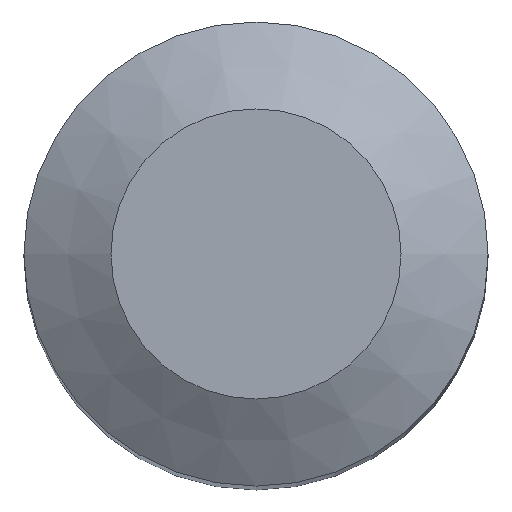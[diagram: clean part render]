
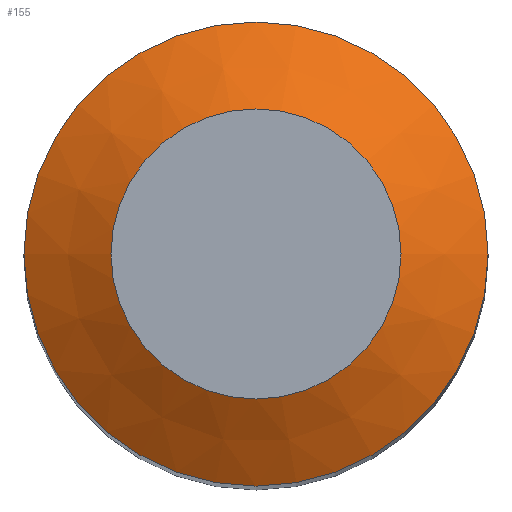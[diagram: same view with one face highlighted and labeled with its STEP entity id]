
A CAD part, top view. The second image highlights one B-rep face of the part: STEP entity #155.
In plain terms, the highlighted conical face has half-angle 60 degrees and reference radius 4 mm.
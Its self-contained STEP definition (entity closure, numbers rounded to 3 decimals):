
#93 = CYLINDRICAL_SURFACE('',#94,4.);
#94 = AXIS2_PLACEMENT_3D('',#95,#96,#97);
#95 = CARTESIAN_POINT('',(0.,0.,0.866));
#96 = DIRECTION('',(0.,0.,1.));
#97 = DIRECTION('',(1.,0.,0.));
#110 = VERTEX_POINT('',#111);
#111 = CARTESIAN_POINT('',(4.,0.,39.134));
#130 = EDGE_CURVE('',#110,#110,#131,.T.);
#131 = SURFACE_CURVE('',#132,(#137,#143),.PCURVE_S1.);
#132 = CIRCLE('',#133,4.);
#133 = AXIS2_PLACEMENT_3D('',#134,#135,#136);
#134 = CARTESIAN_POINT('',(0.,0.,39.134));
#135 = DIRECTION('',(0.,0.,-1.));
#136 = DIRECTION('',(1.,0.,0.));
#137 = PCURVE('',#93,#138);
#138 = DEFINITIONAL_REPRESENTATION('',(#139),#142);
#139 = B_SPLINE_CURVE_WITH_KNOTS('',1,(#140,#141),.UNSPECIFIED.,.F.,.F.,
  (2,2),(0.,6.283),.PIECEWISE_BEZIER_KNOTS.);
#140 = CARTESIAN_POINT('',(0.,38.268));
#141 = CARTESIAN_POINT('',(-6.283,38.268));
#142 = ( GEOMETRIC_REPRESENTATION_CONTEXT(2) 
PARAMETRIC_REPRESENTATION_CONTEXT() REPRESENTATION_CONTEXT('2D SPACE',''
  ) );
#143 = PCURVE('',#144,#149);
#144 = CONICAL_SURFACE('',#145,4.,1.047);
#145 = AXIS2_PLACEMENT_3D('',#146,#147,#148);
#146 = CARTESIAN_POINT('',(0.,0.,39.134));
#147 = DIRECTION('',(-0.,0.,-1.));
#148 = DIRECTION('',(1.,0.,0.));
#149 = DEFINITIONAL_REPRESENTATION('',(#150),#153);
#150 = B_SPLINE_CURVE_WITH_KNOTS('',1,(#151,#152),.UNSPECIFIED.,.F.,.F.,
  (2,2),(0.,6.283),.PIECEWISE_BEZIER_KNOTS.);
#151 = CARTESIAN_POINT('',(0.,0.));
#152 = CARTESIAN_POINT('',(6.283,0.));
#153 = ( GEOMETRIC_REPRESENTATION_CONTEXT(2) 
PARAMETRIC_REPRESENTATION_CONTEXT() REPRESENTATION_CONTEXT('2D SPACE',''
  ) );
#155 = ADVANCED_FACE('',(#156),#144,.T.);
#156 = FACE_BOUND('',#157,.F.);
#157 = EDGE_LOOP('',(#158,#159,#180,#206));
#158 = ORIENTED_EDGE('',*,*,#130,.T.);
#159 = ORIENTED_EDGE('',*,*,#160,.T.);
#160 = EDGE_CURVE('',#110,#161,#163,.T.);
#161 = VERTEX_POINT('',#162);
#162 = CARTESIAN_POINT('',(2.5,0.,40.));
#163 = SEAM_CURVE('',#164,(#168,#174),.PCURVE_S1.);
#164 = LINE('',#165,#166);
#165 = CARTESIAN_POINT('',(4.,0.,39.134));
#166 = VECTOR('',#167,1.);
#167 = DIRECTION('',(-0.866,0.,0.5)
  );
#168 = PCURVE('',#144,#169);
#169 = DEFINITIONAL_REPRESENTATION('',(#170),#173);
#170 = B_SPLINE_CURVE_WITH_KNOTS('',1,(#171,#172),.UNSPECIFIED.,.F.,.F.,
  (2,2),(0.,1.732),.PIECEWISE_BEZIER_KNOTS.);
#171 = CARTESIAN_POINT('',(0.,0.));
#172 = CARTESIAN_POINT('',(0.,-0.866));
#173 = ( GEOMETRIC_REPRESENTATION_CONTEXT(2) 
PARAMETRIC_REPRESENTATION_CONTEXT() REPRESENTATION_CONTEXT('2D SPACE',''
  ) );
#174 = PCURVE('',#144,#175);
#175 = DEFINITIONAL_REPRESENTATION('',(#176),#179);
#176 = B_SPLINE_CURVE_WITH_KNOTS('',1,(#177,#178),.UNSPECIFIED.,.F.,.F.,
  (2,2),(0.,1.732),.PIECEWISE_BEZIER_KNOTS.);
#177 = CARTESIAN_POINT('',(6.283,0.));
#178 = CARTESIAN_POINT('',(6.283,-0.866));
#179 = ( GEOMETRIC_REPRESENTATION_CONTEXT(2) 
PARAMETRIC_REPRESENTATION_CONTEXT() REPRESENTATION_CONTEXT('2D SPACE',''
  ) );
#180 = ORIENTED_EDGE('',*,*,#181,.F.);
#181 = EDGE_CURVE('',#161,#161,#182,.T.);
#182 = SURFACE_CURVE('',#183,(#188,#194),.PCURVE_S1.);
#183 = CIRCLE('',#184,2.5);
#184 = AXIS2_PLACEMENT_3D('',#185,#186,#187);
#185 = CARTESIAN_POINT('',(0.,0.,40.));
#186 = DIRECTION('',(0.,0.,-1.));
#187 = DIRECTION('',(1.,0.,0.));
#188 = PCURVE('',#144,#189);
#189 = DEFINITIONAL_REPRESENTATION('',(#190),#193);
#190 = B_SPLINE_CURVE_WITH_KNOTS('',1,(#191,#192),.UNSPECIFIED.,.F.,.F.,
  (2,2),(0.,6.283),.PIECEWISE_BEZIER_KNOTS.);
#191 = CARTESIAN_POINT('',(0.,-0.866));
#192 = CARTESIAN_POINT('',(6.283,-0.866));
#193 = ( GEOMETRIC_REPRESENTATION_CONTEXT(2) 
PARAMETRIC_REPRESENTATION_CONTEXT() REPRESENTATION_CONTEXT('2D SPACE',''
  ) );
#194 = PCURVE('',#195,#200);
#195 = PLANE('',#196);
#196 = AXIS2_PLACEMENT_3D('',#197,#198,#199);
#197 = CARTESIAN_POINT('',(0.,0.,40.));
#198 = DIRECTION('',(0.,0.,-1.));
#199 = DIRECTION('',(1.,0.,0.));
#200 = DEFINITIONAL_REPRESENTATION('',(#201),#205);
#201 = CIRCLE('',#202,2.5);
#202 = AXIS2_PLACEMENT_2D('',#203,#204);
#203 = CARTESIAN_POINT('',(0.,0.));
#204 = DIRECTION('',(1.,0.));
#205 = ( GEOMETRIC_REPRESENTATION_CONTEXT(2) 
PARAMETRIC_REPRESENTATION_CONTEXT() REPRESENTATION_CONTEXT('2D SPACE',''
  ) );
#206 = ORIENTED_EDGE('',*,*,#160,.F.);
